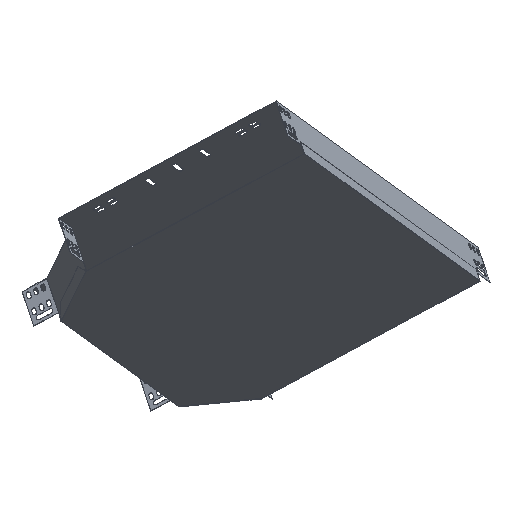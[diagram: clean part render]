
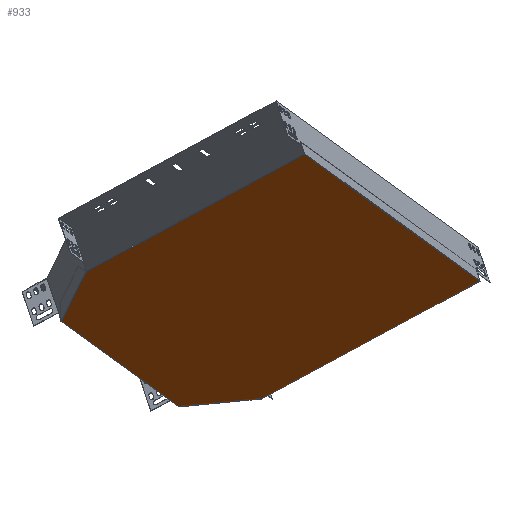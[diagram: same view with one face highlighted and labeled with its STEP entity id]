
A CAD part, front view. The second image highlights one B-rep face of the part: STEP entity #933.
In plain terms, the highlighted planar face has unit normal (0.283, -0.485, -0.827).
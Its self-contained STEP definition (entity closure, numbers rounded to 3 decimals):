
#216 = CARTESIAN_POINT ( 'NONE',  ( -217.585, -89.364, -15.515 ) ) ;
#933 = ADVANCED_FACE ( 'NONE', ( #9991 ), #3458, .F. ) ;
#1178 = CARTESIAN_POINT ( 'NONE',  ( -256.562, 21.647, -93.984 ) ) ;
#1202 = EDGE_CURVE ( 'NONE', #11290, #11342, #8702, .T. ) ;
#1203 = EDGE_CURVE ( 'NONE', #11290, #11437, #8687, .T. ) ;
#1220 = EDGE_CURVE ( 'NONE', #11437, #10965, #8651, .T. ) ;
#1223 = EDGE_CURVE ( 'NONE', #11105, #1415, #8603, .T. ) ;
#1236 = EDGE_CURVE ( 'NONE', #11459, #11848, #8591, .T. ) ;
#1239 = EDGE_CURVE ( 'NONE', #11161, #11459, #8543, .T. ) ;
#1260 = EDGE_CURVE ( 'NONE', #11161, #11245, #8473, .T. ) ;
#1285 = EDGE_CURVE ( 'NONE', #11342, #11245, #8296, .T. ) ;
#1343 = EDGE_CURVE ( 'NONE', #11105, #10965, #8126, .T. ) ;
#1377 = EDGE_CURVE ( 'NONE', #11848, #1415, #8038, .T. ) ;
#1415 = VERTEX_POINT ( 'NONE', #9487 ) ;
#1527 = DIRECTION ( 'NONE',  ( 0.845, -0.283, 0.455 ) ) ;
#2326 = CARTESIAN_POINT ( 'NONE',  ( -73.915, 353.911, -226.508 ) ) ;
#2372 = DIRECTION ( 'NONE',  ( 0.455, 0.827, -0.33 ) ) ;
#3458 = PLANE ( 'NONE',  #5860 ) ;
#4262 = DIRECTION ( 'NONE',  ( 0.276, -0.785, 0.555 ) ) ;
#4350 = DIRECTION ( 'NONE',  ( 0.919, 0.385, 0.088 ) ) ;
#5226 = CARTESIAN_POINT ( 'NONE',  ( -257.609, 22.227, -94.683 ) ) ;
#5286 = ORIENTED_EDGE ( 'NONE', *, *, #1285, .T. ) ;
#5305 = ORIENTED_EDGE ( 'NONE', *, *, #1260, .F. ) ;
#5435 = ORIENTED_EDGE ( 'NONE', *, *, #1239, .T. ) ;
#5458 = ORIENTED_EDGE ( 'NONE', *, *, #1236, .T. ) ;
#5472 = DIRECTION ( 'NONE',  ( -0.455, -0.827, 0.33 ) ) ;
#5587 = ORIENTED_EDGE ( 'NONE', *, *, #1377, .T. ) ;
#5609 = CARTESIAN_POINT ( 'NONE',  ( -74.136, 354.539, -226.952 ) ) ;
#5616 = ORIENTED_EDGE ( 'NONE', *, *, #1223, .F. ) ;
#5725 = ORIENTED_EDGE ( 'NONE', *, *, #1343, .T. ) ;
#5760 = ORIENTED_EDGE ( 'NONE', *, *, #1220, .F. ) ;
#5792 = ORIENTED_EDGE ( 'NONE', *, *, #1203, .F. ) ;
#5856 = CARTESIAN_POINT ( 'NONE',  ( 55.79, 408.978, -214.472 ) ) ;
#5860 = AXIS2_PLACEMENT_3D ( 'NONE', #10224, #11166, #5472 ) ;
#5930 = ORIENTED_EDGE ( 'NONE', *, *, #1202, .T. ) ;
#6256 = CARTESIAN_POINT ( 'NONE',  ( 56.01, 408.35, -214.029 ) ) ;
#6344 = CARTESIAN_POINT ( 'NONE',  ( -256.011, 21.878, -93.931 ) ) ;
#6452 = CARTESIAN_POINT ( 'NONE',  ( -217.034, -89.133, -15.462 ) ) ;
#7221 = DIRECTION ( 'NONE',  ( 0.919, 0.385, 0.088 ) ) ;
#7448 = DIRECTION ( 'NONE',  ( -0.845, 0.283, -0.455 ) ) ;
#7515 = CARTESIAN_POINT ( 'NONE',  ( 122.123, -202.728, 167.162 ) ) ;
#7753 = CARTESIAN_POINT ( 'NONE',  ( -218.32, -89.672, -15.586 ) ) ;
#7961 = VECTOR ( 'NONE', #1527, 1000. ) ;
#8038 = LINE ( 'NONE', #10345, #7961 ) ;
#8069 = CARTESIAN_POINT ( 'NONE',  ( 56.176, 407.879, -213.696 ) ) ;
#8107 = VECTOR ( 'NONE', #7448, 1000. ) ;
#8126 = LINE ( 'NONE', #10252, #8107 ) ;
#8280 = VECTOR ( 'NONE', #2372, 1000. ) ;
#8296 = LINE ( 'NONE', #6344, #8280 ) ;
#8410 = VECTOR ( 'NONE', #9181, 1000. ) ;
#8473 = LINE ( 'NONE', #2326, #8410 ) ;
#8521 = VECTOR ( 'NONE', #10997, 1000. ) ;
#8529 = VECTOR ( 'NONE', #4350, 1000. ) ;
#8543 = LINE ( 'NONE', #10094, #8529 ) ;
#8549 = VECTOR ( 'NONE', #9102, 1000. ) ;
#8581 = CARTESIAN_POINT ( 'NONE',  ( -257.297, 21.339, -94.055 ) ) ;
#8591 = LINE ( 'NONE', #6256, #8521 ) ;
#8600 = VECTOR ( 'NONE', #7221, 1000. ) ;
#8603 = LINE ( 'NONE', #11896, #8549 ) ;
#8616 = VECTOR ( 'NONE', #4262, 1000. ) ;
#8638 = VECTOR ( 'NONE', #9062, 1000. ) ;
#8651 = LINE ( 'NONE', #216, #8600 ) ;
#8687 = LINE ( 'NONE', #5226, #8616 ) ;
#8702 = LINE ( 'NONE', #1178, #8638 ) ;
#8909 = EDGE_LOOP ( 'NONE', ( #5286, #5305, #5435, #5458, #5587, #5616, #5725, #5760, #5792, #5930 ) ) ;
#9062 = DIRECTION ( 'NONE',  ( 0.919, 0.385, 0.088 ) ) ;
#9102 = DIRECTION ( 'NONE',  ( 0.455, 0.827, -0.33 ) ) ;
#9181 = DIRECTION ( 'NONE',  ( 0.276, -0.785, 0.555 ) ) ;
#9487 = CARTESIAN_POINT ( 'NONE',  ( 395.332, 294.284, -31.071 ) ) ;
#9991 = FACE_OUTER_BOUND ( 'NONE', #8909, .T. ) ;
#10094 = CARTESIAN_POINT ( 'NONE',  ( -75.175, 354.103, -227.052 ) ) ;
#10224 = CARTESIAN_POINT ( 'NONE',  ( -334.121, 244.343, -251.184 ) ) ;
#10252 = CARTESIAN_POINT ( 'NONE',  ( 121.447, -202.502, 166.798 ) ) ;
#10345 = CARTESIAN_POINT ( 'NONE',  ( 56.176, 407.879, -213.696 ) ) ;
#10538 = CARTESIAN_POINT ( 'NONE',  ( -256.011, 21.878, -93.931 ) ) ;
#10965 = VERTEX_POINT ( 'NONE', #6452 ) ;
#10997 = DIRECTION ( 'NONE',  ( 0.276, -0.785, 0.555 ) ) ;
#11105 = VERTEX_POINT ( 'NONE', #7515 ) ;
#11161 = VERTEX_POINT ( 'NONE', #5609 ) ;
#11166 = DIRECTION ( 'NONE',  ( -0.283, 0.485, 0.827 ) ) ;
#11245 = VERTEX_POINT ( 'NONE', #12324 ) ;
#11290 = VERTEX_POINT ( 'NONE', #8581 ) ;
#11342 = VERTEX_POINT ( 'NONE', #10538 ) ;
#11437 = VERTEX_POINT ( 'NONE', #7753 ) ;
#11459 = VERTEX_POINT ( 'NONE', #5856 ) ;
#11848 = VERTEX_POINT ( 'NONE', #8069 ) ;
#11896 = CARTESIAN_POINT ( 'NONE',  ( 121.608, -203.664, 167.535 ) ) ;
#12324 = CARTESIAN_POINT ( 'NONE',  ( -73.75, 353.44, -226.175 ) ) ;
